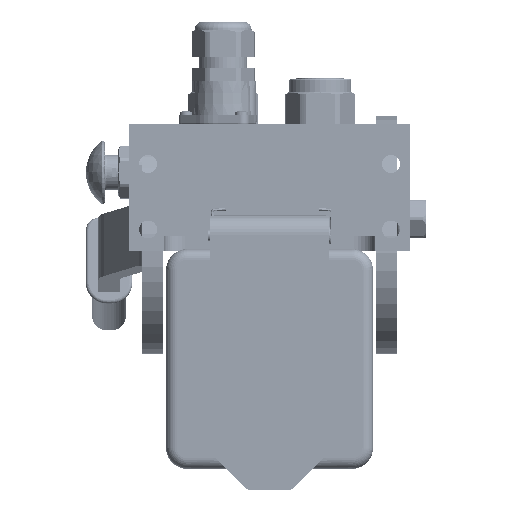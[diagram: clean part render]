
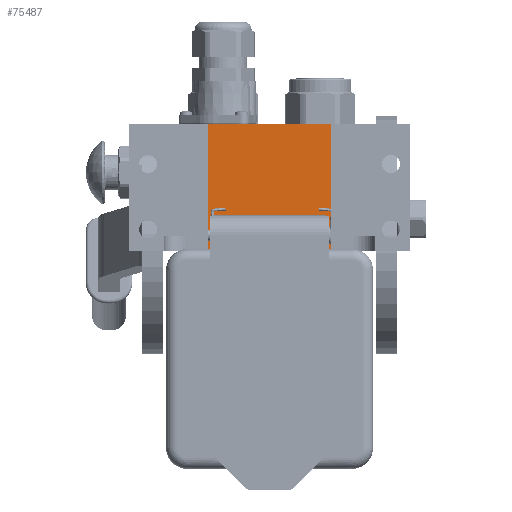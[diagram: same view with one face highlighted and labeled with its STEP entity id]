
A CAD part, left-side view. The second image highlights one B-rep face of the part: STEP entity #75487.
In plain terms, the highlighted face is planar.
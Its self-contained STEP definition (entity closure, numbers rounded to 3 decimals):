
#13304 = CARTESIAN_POINT ( 'NONE',  ( 29., 60.2, -107.5 ) ) ;
#13705 = EDGE_LOOP ( 'NONE', ( #53478, #43289, #149932, #110286 ) ) ;
#15914 = CARTESIAN_POINT ( 'NONE',  ( 29., 0., -107.5 ) ) ;
#17195 = CARTESIAN_POINT ( 'NONE',  ( -29., 60.2, -107.5 ) ) ;
#20108 = EDGE_CURVE ( 'NONE', #25410, #143446, #46589, .T. ) ;
#21905 = DIRECTION ( 'NONE',  ( -1., 0., 0. ) ) ;
#25410 = VERTEX_POINT ( 'NONE', #151274 ) ;
#36953 = DIRECTION ( 'NONE',  ( 0., 1., 0. ) ) ;
#43289 = ORIENTED_EDGE ( 'NONE', *, *, #153372, .F. ) ;
#46589 = LINE ( 'NONE', #15914, #129504 ) ;
#53478 = ORIENTED_EDGE ( 'NONE', *, *, #132023, .T. ) ;
#58204 = CARTESIAN_POINT ( 'NONE',  ( 29., 0., -107.5 ) ) ;
#58498 = DIRECTION ( 'NONE',  ( -1., 0., 0. ) ) ;
#63269 = DIRECTION ( 'NONE',  ( -1., 0., 0. ) ) ;
#68757 = DIRECTION ( 'NONE',  ( 0., 0., -1. ) ) ;
#69099 = CARTESIAN_POINT ( 'NONE',  ( -29., 0., -107.5 ) ) ;
#69290 = PLANE ( 'NONE',  #122091 ) ;
#71632 = CARTESIAN_POINT ( 'NONE',  ( 29., 0., -107.5 ) ) ;
#74823 = DIRECTION ( 'NONE',  ( 0., 1., 0. ) ) ;
#75387 = CARTESIAN_POINT ( 'NONE',  ( 29., 60.2, -107.5 ) ) ;
#75487 = ADVANCED_FACE ( 'NONE', ( #120225 ), #69290, .T. ) ;
#88462 = LINE ( 'NONE', #71632, #103523 ) ;
#90276 = VERTEX_POINT ( 'NONE', #154580 ) ;
#103523 = VECTOR ( 'NONE', #58498, 1000. ) ;
#110286 = ORIENTED_EDGE ( 'NONE', *, *, #112549, .T. ) ;
#112549 = EDGE_CURVE ( 'NONE', #25410, #90276, #88462, .T. ) ;
#117056 = VERTEX_POINT ( 'NONE', #17195 ) ;
#120225 = FACE_OUTER_BOUND ( 'NONE', #13705, .T. ) ;
#122091 = AXIS2_PLACEMENT_3D ( 'NONE', #58204, #68757, #21905 ) ;
#125917 = VECTOR ( 'NONE', #36953, 1000. ) ;
#126643 = LINE ( 'NONE', #75387, #132029 ) ;
#129504 = VECTOR ( 'NONE', #74823, 1000. ) ;
#132023 = EDGE_CURVE ( 'NONE', #90276, #117056, #146665, .T. ) ;
#132029 = VECTOR ( 'NONE', #63269, 1000. ) ;
#143446 = VERTEX_POINT ( 'NONE', #13304 ) ;
#146665 = LINE ( 'NONE', #69099, #125917 ) ;
#149932 = ORIENTED_EDGE ( 'NONE', *, *, #20108, .F. ) ;
#151274 = CARTESIAN_POINT ( 'NONE',  ( 29., 0., -107.5 ) ) ;
#153372 = EDGE_CURVE ( 'NONE', #143446, #117056, #126643, .T. ) ;
#154580 = CARTESIAN_POINT ( 'NONE',  ( -29., 0., -107.5 ) ) ;
